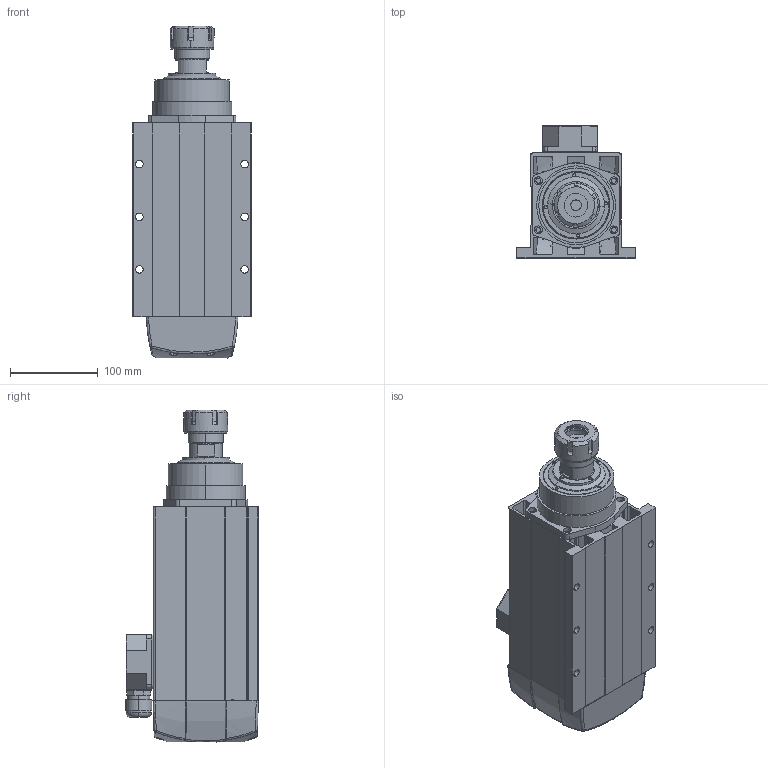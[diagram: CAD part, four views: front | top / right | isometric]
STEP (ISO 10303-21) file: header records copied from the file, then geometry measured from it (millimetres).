
FILE_DESCRIPTION (( 'STEP AP214' ), '1' );
FILE_NAME ('GDF60-18Z-7.0-4P接线盒带脚款.STEP', '2021-05-27T07:34:26', ( '电脑' ), ( '' ), 'SwSTEP 2.0', 'SolidWorks 2018', '' );
FILE_SCHEMA (( 'AUTOMOTIVE_DESIGN' ));
Length unit declared in the file: millimetre
Products named in the file (13): GDF46睿60籵蚚堤盄碟62x62-PG13; GDF60-18Z-6.0-01 躇猾裔; GDF60瑞欶; GDF46睿60籵蚚堤盄碟62x62; 萇埭羲壽M18x1.5PG13.5AD18; ER32-12 粟俶芠標; GDF46睿60籵蚚寡蝶菜62x62; GDF60-18Z-7.0-4P諉盄碟湍褐遴; ER32樓綠蹟簽; GDF60-18Z-6.0 湍褐梟儂褲 ; GDF60-18Z-6.0-02 ヶ裔; GDF60-18Z-6.0-07 粣芛; GDF60-18Z-6.0-03 傷裔25
Assembly tree (12 placements, depth 3):
  GDF60-18Z-7.0-4P諉盄碟湍褐遴
    GDF60-18Z-6.0 湍褐梟儂褲 
    GDF60-18Z-6.0-03 傷裔25
    GDF60瑞欶
    GDF60-18Z-6.0-01 躇猾裔
    GDF60-18Z-6.0-07 粣芛
    GDF60-18Z-6.0-02 ヶ裔
    ER32-12 粟俶芠標
    ER32樓綠蹟簽
    GDF46睿60籵蚚堤盄碟62x62-PG13
      GDF46睿60籵蚚寡蝶菜62x62
      GDF46睿60籵蚚堤盄碟62x62
      萇埭羲壽M18x1.5PG13.5AD18
Bounding box: 135 x 151.39 x 378.39 mm (x, y, z)
Volume: 1472162.7 mm3; surface area: 469848.8 mm2
Topology: 11 solids, 11 shells, 586 faces, 1541 edges, 1010 vertices
Faces by surface type: plane 263, cylinder 249, bspline 38, cone 34, torus 2
Entity records: 26080 total; most frequent: CARTESIAN_POINT 9523, ORIENTED_EDGE 3066, DIRECTION 2803, EDGE_CURVE 1533, AXIS2_PLACEMENT_3D 1034, VERTEX_POINT 1010, LINE 735, VECTOR 735
